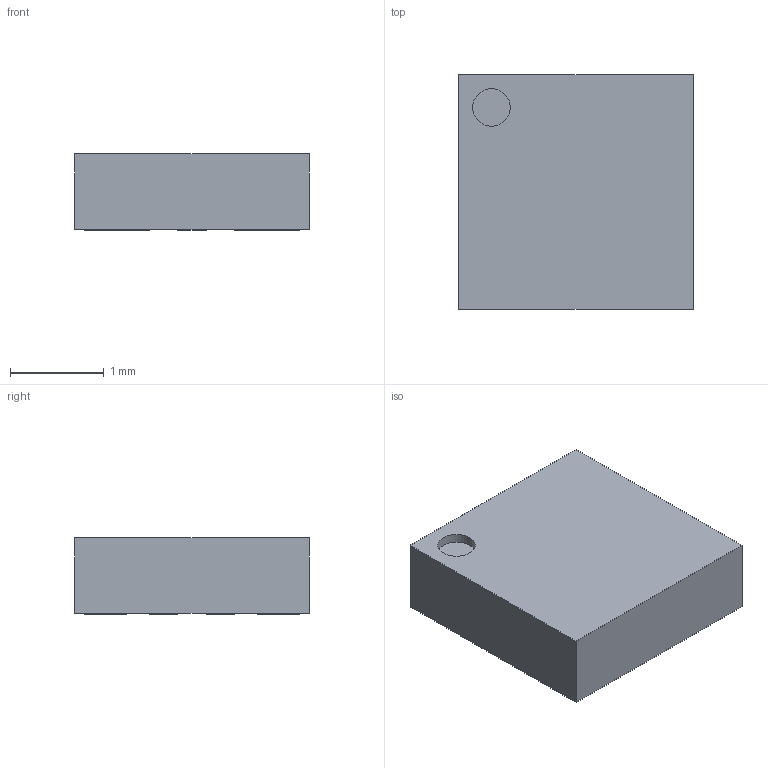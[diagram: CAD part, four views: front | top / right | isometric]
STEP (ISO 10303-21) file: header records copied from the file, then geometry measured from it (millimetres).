
FILE_DESCRIPTION(/* description */ (''),/* implementation_level */ '2;1');
FILE_NAME(/* name */ 'HLGA-10L_2.5x2.5mm.stp.step',/* time_stamp */ '2017-02-22T10:49:37-08:00',/* author */ (''),/* organization */ (''),/* preprocessor_version */ 'ST-DEVELOPER v16.5',/* originating_system */ 'Autodesk Translation Framework v5.2.0.2920',/* authorisation */ '');
FILE_SCHEMA (('AUTOMOTIVE_DESIGN { 1 0 10303 214 3 1 1 }'));
Length unit declared in the file: millimetre
Products named in the file (1): HLGA-10L_2.5x2.5mm v1
Bounding box: 2.5 x 2.5 x 0.81 mm (x, y, z)
Volume: 5 mm3; surface area: 23.5 mm2
Topology: 11 solids, 11 shells, 68 faces, 135 edges, 90 vertices
Faces by surface type: plane 67, cylinder 1
Full cylindrical faces by diameter (mm): 0.4 x1
Entity records: 1742 total; most frequent: CARTESIAN_POINT 293, DIRECTION 274, ORIENTED_EDGE 268, EDGE_CURVE 134, LINE 132, VECTOR 132, VERTEX_POINT 90, AXIS2_PLACEMENT_3D 71
